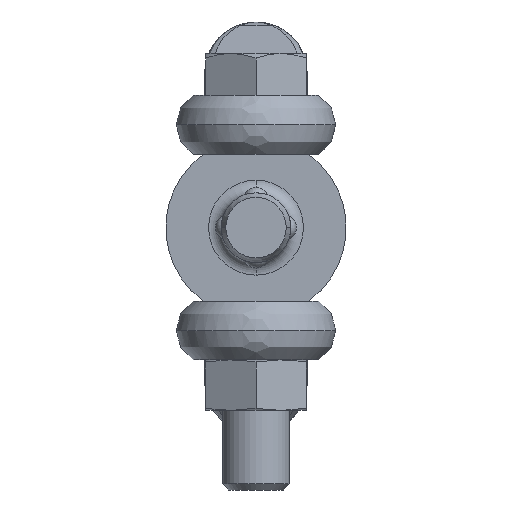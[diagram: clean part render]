
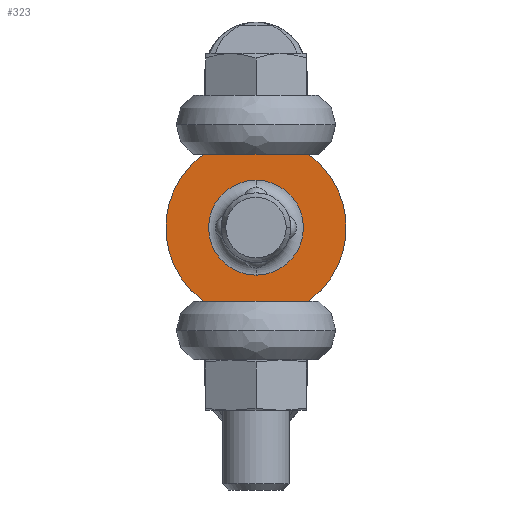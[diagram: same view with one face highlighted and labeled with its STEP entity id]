
A CAD part, left-side view. The second image highlights one B-rep face of the part: STEP entity #323.
In plain terms, the highlighted planar face has unit normal (-1, 0, 0).
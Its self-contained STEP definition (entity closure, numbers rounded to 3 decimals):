
#323=ADVANCED_FACE('',(#728,#729),#730,.T.);
#728=FACE_OUTER_BOUND('',#2119,.T.);
#729=FACE_BOUND('',#2120,.T.);
#730=PLANE('',#2121);
#2119=EDGE_LOOP('',(#3557,#3558,#3559,#3560));
#2120=EDGE_LOOP('',(#3561,#3562,#3563));
#2121=AXIS2_PLACEMENT_3D('',#3564,#3565,#3566);
#3557=ORIENTED_EDGE('',*,*,#4634,.T.);
#3558=ORIENTED_EDGE('',*,*,#4635,.F.);
#3559=ORIENTED_EDGE('',*,*,#4612,.T.);
#3560=ORIENTED_EDGE('',*,*,#4636,.T.);
#3561=ORIENTED_EDGE('',*,*,#4637,.F.);
#3562=ORIENTED_EDGE('',*,*,#4638,.F.);
#3563=ORIENTED_EDGE('',*,*,#4639,.F.);
#3564=CARTESIAN_POINT('',(0.,-8.625,0.));
#3565=DIRECTION('',(-1.0,0.0,0.0));
#3566=DIRECTION('',(0.0,0.0,1.0));
#4612=EDGE_CURVE('',#5344,#5345,#5346,.T.);
#4634=EDGE_CURVE('',#5371,#5372,#5373,.T.);
#4635=EDGE_CURVE('',#5344,#5372,#5374,.T.);
#4636=EDGE_CURVE('',#5345,#5371,#5375,.T.);
#4637=EDGE_CURVE('',#5376,#5377,#5378,.T.);
#4638=EDGE_CURVE('',#5379,#5376,#5380,.T.);
#4639=EDGE_CURVE('',#5377,#5379,#5381,.T.);
#5344=VERTEX_POINT('',#7167);
#5345=VERTEX_POINT('',#7168);
#5346=LINE('',#7169,#7170);
#5371=VERTEX_POINT('',#7218);
#5372=VERTEX_POINT('',#7219);
#5373=LINE('',#7220,#7221);
#5374=CIRCLE('',#7222,10.75);
#5375=CIRCLE('',#7223,10.75);
#5376=VERTEX_POINT('',#7224);
#5377=VERTEX_POINT('',#7225);
#5378=CIRCLE('',#7226,5.65);
#5379=VERTEX_POINT('',#7227);
#5380=CIRCLE('',#7228,5.65);
#5381=CIRCLE('',#7229,5.65);
#7167=CARTESIAN_POINT('',(0.,-6.245,8.75));
#7168=CARTESIAN_POINT('',(0.,6.245,8.75));
#7169=CARTESIAN_POINT('',(0.,-8.625,8.75));
#7170=VECTOR('',#8356,1000.0);
#7218=CARTESIAN_POINT('',(0.,6.245,-8.75));
#7219=CARTESIAN_POINT('',(0.,-6.245,-8.75));
#7220=CARTESIAN_POINT('',(0.,0.,-8.75));
#7221=VECTOR('',#8383,1000.0);
#7222=AXIS2_PLACEMENT_3D('',#8384,#8385,#8386);
#7223=AXIS2_PLACEMENT_3D('',#8387,#8388,#8389);
#7224=CARTESIAN_POINT('',(0.,5.65,0.0));
#7225=CARTESIAN_POINT('',(0.,0.,-5.65));
#7226=AXIS2_PLACEMENT_3D('',#8390,#8391,#8392);
#7227=CARTESIAN_POINT('',(0.,0.,5.65));
#7228=AXIS2_PLACEMENT_3D('',#8393,#8394,#8395);
#7229=AXIS2_PLACEMENT_3D('',#8396,#8397,#8398);
#8356=DIRECTION('',(0.0,1.0,0.0));
#8383=DIRECTION('',(0.0,-1.0,0.));
#8384=CARTESIAN_POINT('',(0.,0.,0.));
#8385=DIRECTION('',(1.0,0.0,0.0));
#8386=DIRECTION('',(0.0,0.0,-1.0));
#8387=CARTESIAN_POINT('',(0.,0.,0.));
#8388=DIRECTION('',(-1.0,0.0,0.0));
#8389=DIRECTION('',(0.0,0.0,-1.0));
#8390=CARTESIAN_POINT('',(0.,0.,0.0));
#8391=DIRECTION('',(-1.0,0.,-0.0));
#8392=DIRECTION('',(0.0,0.0,-1.0));
#8393=CARTESIAN_POINT('',(0.,0.,0.0));
#8394=DIRECTION('',(-1.0,0.,-0.0));
#8395=DIRECTION('',(0.0,0.0,-1.0));
#8396=CARTESIAN_POINT('',(0.,0.,0.0));
#8397=DIRECTION('',(-1.0,0.,-0.0));
#8398=DIRECTION('',(0.0,0.0,-1.0));
